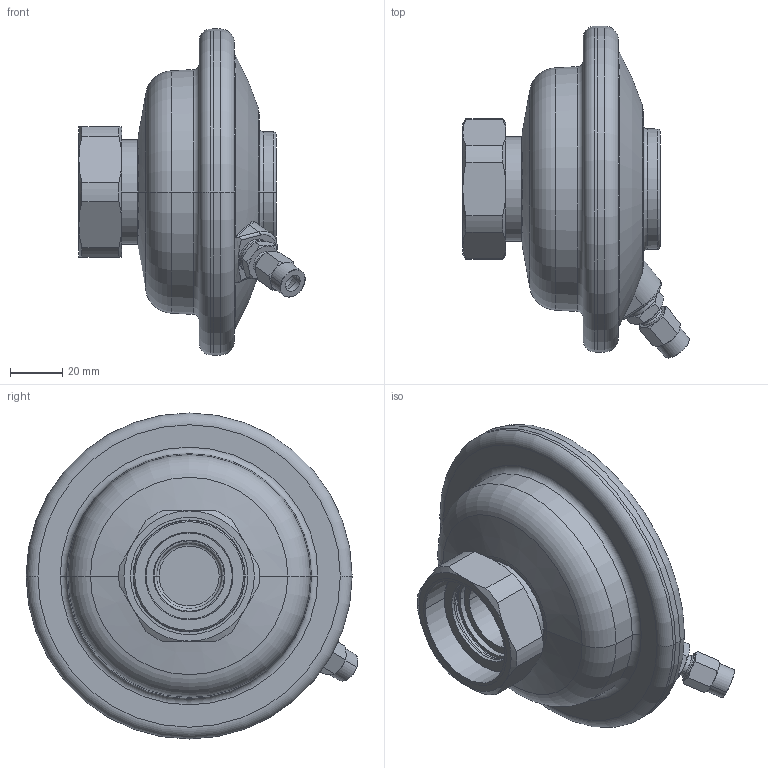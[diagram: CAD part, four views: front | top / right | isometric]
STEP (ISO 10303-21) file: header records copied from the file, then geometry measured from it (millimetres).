
FILE_DESCRIPTION((''),'2;1');
FILE_NAME('003H6841_ASM','2015-04-09T',('u317927'),('Danfoss'),'PRO/ENGINEER BY PARAMETRIC TECHNOLOGY CORPORATION, 2014000','PRO/ENGINEER BY PARAMETRIC TECHNOLOGY CORPORATION, 2014000','');
FILE_SCHEMA(('CONFIG_CONTROL_DESIGN'));
Length unit declared in the file: millimetre
Products named in the file (10): 8883809; 88810790_ZAVIHAN; 8883807; TRATA-MUTTER; 8883883_ASM; 5454032; 88810710; SERTO3; SERTO-1_ASM; 003H6841_ASM
Assembly tree (9 placements, depth 3):
  003H6841_ASM
    8883809
    88810790_ZAVIHAN
    8883807
    TRATA-MUTTER
    8883883_ASM
    5454032
    SERTO-1_ASM
      88810710
      SERTO3
Bounding box: 86.84 x 127.3 x 125.09 mm (x, y, z)
Volume: 170835.4 mm3; surface area: 89545.7 mm2
Topology: 7 solids, 11 shells, 542 faces, 1310 edges, 804 vertices
Faces by surface type: plane 240, cone 131, cylinder 91, torus 70, bspline 9, sphere 1
Entity records: 16863 total; most frequent: CARTESIAN_POINT 4252, ORIENTED_EDGE 2608, DIRECTION 2605, EDGE_CURVE 1310, AXIS2_PLACEMENT_3D 1068, VERTEX_POINT 804, EDGE_LOOP 576, FACE_OUTER_BOUND 542
